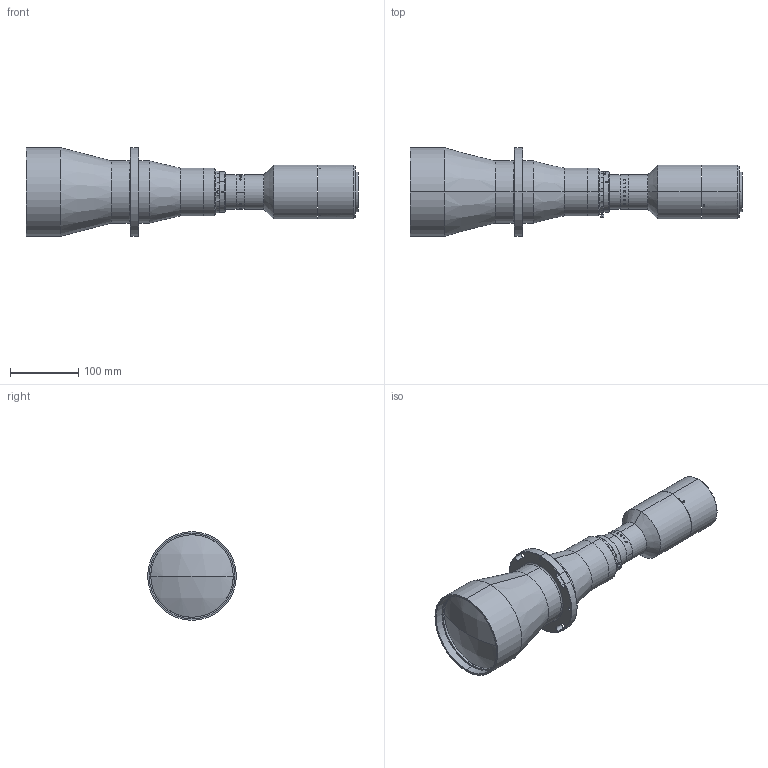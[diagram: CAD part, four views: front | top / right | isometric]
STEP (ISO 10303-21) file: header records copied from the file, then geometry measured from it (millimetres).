
FILE_DESCRIPTION (( 'STEP AP203' ), '1' );
FILE_NAME ('XF-PTL11044-M58-11.48-VI.STEP', '2019-05-28T01:33:57', ( 'canrill005' ), ( '' ), 'SwSTEP 2.0', 'SolidWorks 2014', '' );
FILE_SCHEMA (( 'CONFIG_CONTROL_DESIGN' ));
Length unit declared in the file: millimetre
Products named in the file (2): XF-PTL11044-M58-11.48-VI
Bounding box: 486.22 x 130 x 130 mm (x, y, z)
Surface area: 193551.2 mm2 (no closed solid volume)
Topology: 0 solids, 39 shells, 216 faces, 1187 edges, 1003 vertices
Faces by surface type: cylinder 128, plane 42, cone 34, bspline 8, sphere 2, torus 2
Entity records: 19614 total; most frequent: CARTESIAN_POINT 10794, DIRECTION 1670, ORIENTED_EDGE 1573, EDGE_CURVE 1187, VERTEX_POINT 1003, AXIS2_PLACEMENT_3D 657, CIRCLE 447, B_SPLINE_CURVE_WITH_KNOTS 384
